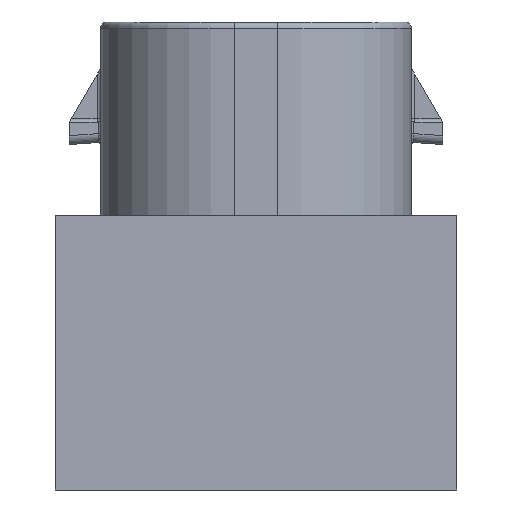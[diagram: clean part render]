
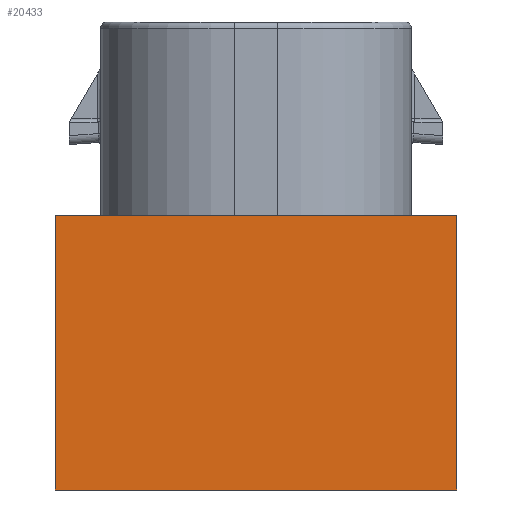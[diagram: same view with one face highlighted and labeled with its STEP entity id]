
A CAD part, front view. The second image highlights one B-rep face of the part: STEP entity #20433.
In plain terms, the highlighted planar face has unit normal (0, -1, 0).
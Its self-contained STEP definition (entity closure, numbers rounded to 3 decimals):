
#20413=AXIS2_PLACEMENT_3D('Plane Axis2P3D',#20410,#20411,#20412) ;
#19306=CARTESIAN_POINT('Vertex',(-7.,-8.,8.8)) ;
#19309=CARTESIAN_POINT('Line Origine',(2.,-8.,8.8)) ;
#19313=CARTESIAN_POINT('Vertex',(11.,-8.,8.8)) ;
#20391=CARTESIAN_POINT('Line Origine',(-7.,-8.,2.65)) ;
#20395=CARTESIAN_POINT('Vertex',(-7.,-8.,-3.5)) ;
#20410=CARTESIAN_POINT('Axis2P3D Location',(11.,-8.,0.)) ;
#20415=CARTESIAN_POINT('Line Origine',(2.,-8.,-3.5)) ;
#20419=CARTESIAN_POINT('Vertex',(11.,-8.,-3.5)) ;
#20422=CARTESIAN_POINT('Line Origine',(11.,-8.,2.65)) ;
#19310=DIRECTION('Vector Direction',(1.,0.,0.)) ;
#20392=DIRECTION('Vector Direction',(0.,0.,1.)) ;
#20411=DIRECTION('Axis2P3D Direction',(0.,1.,-0.)) ;
#20412=DIRECTION('Axis2P3D XDirection',(-1.,0.,0.)) ;
#20416=DIRECTION('Vector Direction',(-1.,0.,0.)) ;
#20423=DIRECTION('Vector Direction',(0.,0.,1.)) ;
#19311=VECTOR('Line Direction',#19310,1.) ;
#20393=VECTOR('Line Direction',#20392,1.) ;
#20417=VECTOR('Line Direction',#20416,1.) ;
#20424=VECTOR('Line Direction',#20423,1.) ;
#20428=ORIENTED_EDGE('',*,*,#20421,.F.) ;
#20429=ORIENTED_EDGE('',*,*,#20426,.T.) ;
#20430=ORIENTED_EDGE('',*,*,#19315,.T.) ;
#20431=ORIENTED_EDGE('',*,*,#20397,.F.) ;
#20433=ADVANCED_FACE('120-S-016-2-A01',(#20432),#20414,.F.) ;
#19315=EDGE_CURVE('',#19314,#19307,#19312,.F.) ;
#20397=EDGE_CURVE('',#20396,#19307,#20394,.T.) ;
#20421=EDGE_CURVE('',#20420,#20396,#20418,.T.) ;
#20426=EDGE_CURVE('',#20420,#19314,#20425,.T.) ;
#20427=EDGE_LOOP('',(#20428,#20429,#20430,#20431)) ;
#20432=FACE_OUTER_BOUND('',#20427,.T.) ;
#19312=LINE('Line',#19309,#19311) ;
#20394=LINE('Line',#20391,#20393) ;
#20418=LINE('Line',#20415,#20417) ;
#20425=LINE('Line',#20422,#20424) ;
#20414=PLANE('',#20413) ;
#19307=VERTEX_POINT('',#19306) ;
#19314=VERTEX_POINT('',#19313) ;
#20396=VERTEX_POINT('',#20395) ;
#20420=VERTEX_POINT('',#20419) ;
